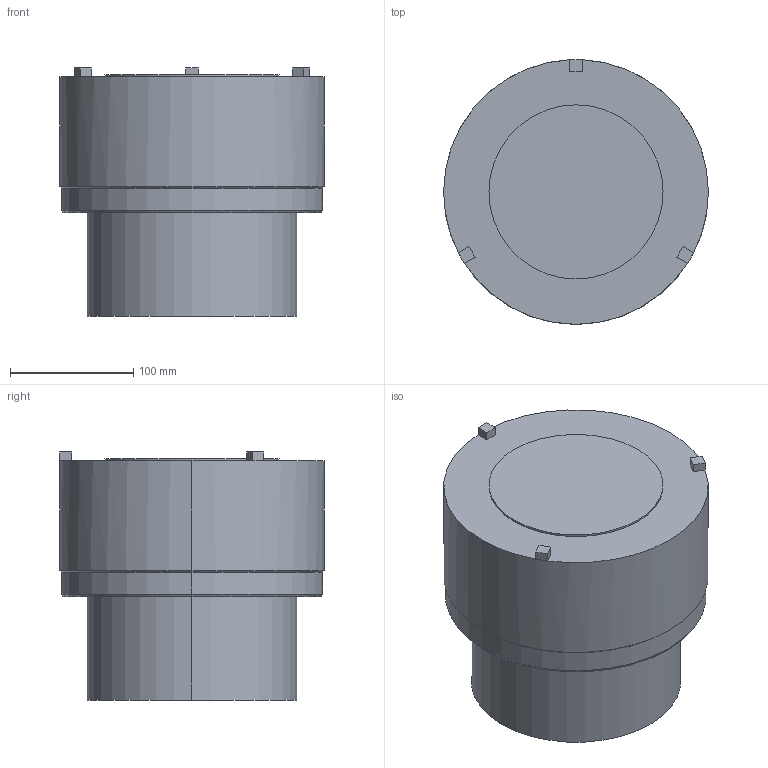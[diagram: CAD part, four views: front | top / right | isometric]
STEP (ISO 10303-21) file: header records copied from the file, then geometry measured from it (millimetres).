
FILE_DESCRIPTION (( 'STEP AP203' ), '1' );
FILE_NAME ('MANDRIN 1.STEP', '2019-11-14T17:44:32', ( '' ), ( '' ), 'SwSTEP 2.0', 'SolidWorks 2019', '' );
FILE_SCHEMA (( 'CONFIG_CONTROL_DESIGN' ));
Length unit declared in the file: millimetre
Products named in the file (1): MANDRIN 1
Bounding box: 215 x 215 x 201.5 mm (x, y, z)
Volume: 5923935.3 mm3; surface area: 192281.3 mm2
Topology: 1 solids, 1 shells, 37 faces, 84 edges, 51 vertices
Faces by surface type: plane 25, cylinder 8, cone 4
Entity records: 1102 total; most frequent: DIRECTION 187, CARTESIAN_POINT 173, ORIENTED_EDGE 168, EDGE_CURVE 84, AXIS2_PLACEMENT_3D 65, VECTOR 57, LINE 57, VERTEX_POINT 51
